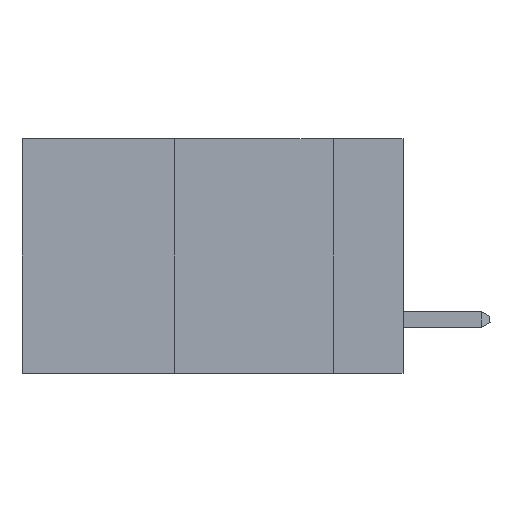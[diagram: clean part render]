
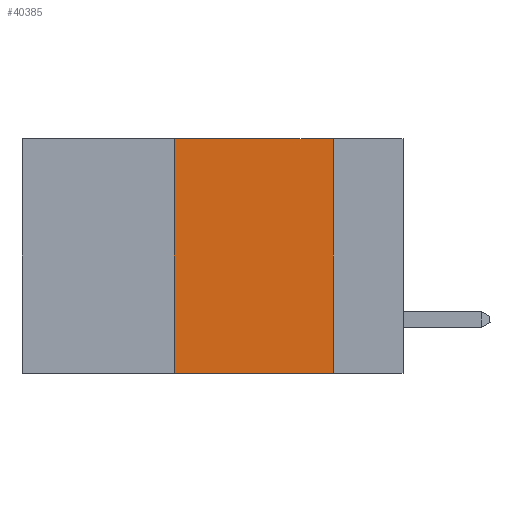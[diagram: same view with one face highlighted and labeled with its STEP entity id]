
A CAD part, left-side view. The second image highlights one B-rep face of the part: STEP entity #40385.
In plain terms, the highlighted planar face has unit normal (-1, 0, 0).
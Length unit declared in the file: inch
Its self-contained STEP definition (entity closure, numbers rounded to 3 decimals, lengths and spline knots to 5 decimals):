
#19 = LINE ( 'NONE', #2707, #23058 ) ;
#1102 = AXIS2_PLACEMENT_3D ( 'NONE', #40716, #14681, #18176 ) ;
#2707 = CARTESIAN_POINT ( 'NONE',  ( 0., 0.6, -0.37 ) ) ;
#4210 = CARTESIAN_POINT ( 'NONE',  ( 0., 0.36, -0.37 ) ) ;
#4335 = DIRECTION ( 'NONE',  ( 0., 0., 1. ) ) ;
#6839 = CARTESIAN_POINT ( 'NONE',  ( 0., 0.11, 0. ) ) ;
#8468 = DIRECTION ( 'NONE',  ( 0., -1., 0. ) ) ;
#12459 = VERTEX_POINT ( 'NONE', #4210 ) ;
#12646 = LINE ( 'NONE', #33553, #17157 ) ;
#13018 = ORIENTED_EDGE ( 'NONE', *, *, #22230, .F. ) ;
#14065 = VECTOR ( 'NONE', #20327, 39.37008 ) ;
#14681 = DIRECTION ( 'NONE',  ( 1., 0., 0. ) ) ;
#14893 = CARTESIAN_POINT ( 'NONE',  ( 0., 0.6, 0. ) ) ;
#15371 = EDGE_CURVE ( 'NONE', #21135, #35244, #37748, .T. ) ;
#17157 = VECTOR ( 'NONE', #4335, 39.37008 ) ;
#18033 = PLANE ( 'NONE',  #1102 ) ;
#18176 = DIRECTION ( 'NONE',  ( 0., 0., -1. ) ) ;
#18805 = DIRECTION ( 'NONE',  ( 0., -1., 0. ) ) ;
#20327 = DIRECTION ( 'NONE',  ( 0., 0., -1. ) ) ;
#21135 = VERTEX_POINT ( 'NONE', #26867 ) ;
#22230 = EDGE_CURVE ( 'NONE', #36535, #21135, #33535, .T. ) ;
#23058 = VECTOR ( 'NONE', #18805, 39.37008 ) ;
#26867 = CARTESIAN_POINT ( 'NONE',  ( 0., 0.11, 0. ) ) ;
#27140 = EDGE_LOOP ( 'NONE', ( #38691, #13018, #41146, #34992 ) ) ;
#28959 = EDGE_CURVE ( 'NONE', #12459, #36535, #12646, .T. ) ;
#30810 = FACE_OUTER_BOUND ( 'NONE', #27140, .T. ) ;
#31155 = CARTESIAN_POINT ( 'NONE',  ( 0., 0.11, -0.37 ) ) ;
#31262 = CARTESIAN_POINT ( 'NONE',  ( 0., 0.36, 0. ) ) ;
#33535 = LINE ( 'NONE', #14893, #35087 ) ;
#33553 = CARTESIAN_POINT ( 'NONE',  ( 0., 0.36, 0. ) ) ;
#34992 = ORIENTED_EDGE ( 'NONE', *, *, #39432, .T. ) ;
#35087 = VECTOR ( 'NONE', #8468, 39.37008 ) ;
#35244 = VERTEX_POINT ( 'NONE', #31155 ) ;
#36535 = VERTEX_POINT ( 'NONE', #31262 ) ;
#37748 = LINE ( 'NONE', #6839, #14065 ) ;
#38691 = ORIENTED_EDGE ( 'NONE', *, *, #15371, .F. ) ;
#39432 = EDGE_CURVE ( 'NONE', #12459, #35244, #19, .T. ) ;
#40385 = ADVANCED_FACE ( 'NONE', ( #30810 ), #18033, .F. ) ;
#40716 = CARTESIAN_POINT ( 'NONE',  ( 0., 0.6, 0. ) ) ;
#41146 = ORIENTED_EDGE ( 'NONE', *, *, #28959, .F. ) ;
